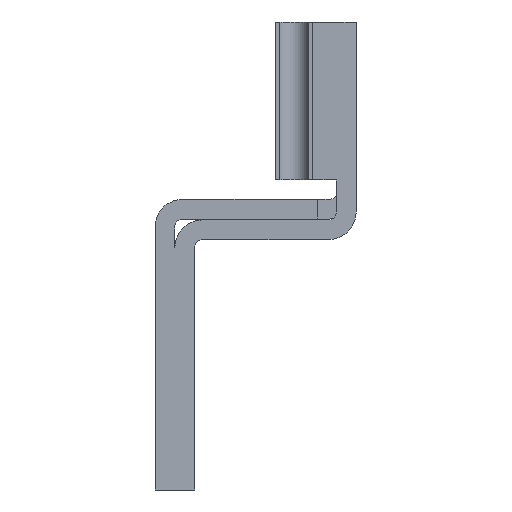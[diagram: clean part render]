
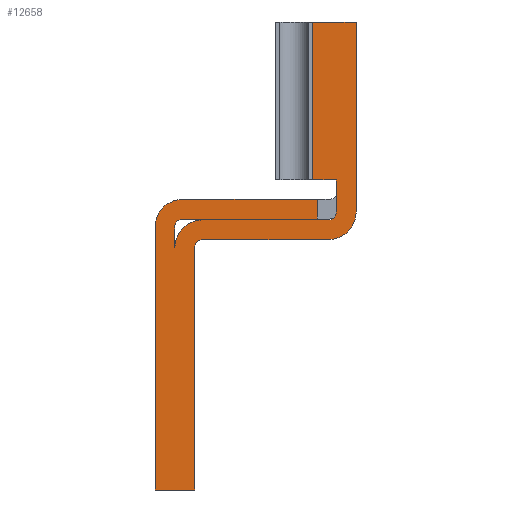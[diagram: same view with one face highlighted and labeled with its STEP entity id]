
A CAD part, front view. The second image highlights one B-rep face of the part: STEP entity #12658.
In plain terms, the highlighted planar face has unit normal (0, -1, 0).
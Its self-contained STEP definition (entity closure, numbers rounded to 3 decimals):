
#10569=DIRECTION('',(0.,0.,-1.));
#10570=VECTOR('',#10569,40.);
#10571=CARTESIAN_POINT('',(96.458,-90.,
-63.105));
#10572=LINE('',#10571,#10570);
#10714=DIRECTION('',(0.,0.,1.));
#10715=VECTOR('',#10714,48.1);
#10716=CARTESIAN_POINT('',(107.458,-90.,
-111.205));
#10717=LINE('',#10716,#10715);
#10738=DIRECTION('',(-1.,0.,0.));
#10739=VECTOR('',#10738,11.);
#10740=CARTESIAN_POINT('',(107.458,-90.,
-63.105));
#10741=LINE('',#10740,#10739);
#10784=DIRECTION('',(0.,0.,1.));
#10785=VECTOR('',#10784,8.1);
#10786=CARTESIAN_POINT('',(102.458,-90.,
-111.205));
#10787=LINE('',#10786,#10785);
#10788=CARTESIAN_POINT('',(100.458,-90.,
-111.205));
#10789=DIRECTION('',(0.,1.,0.));
#10790=DIRECTION('',(1.,0.,0.));
#10791=AXIS2_PLACEMENT_3D('',#10788,#10789,#10790);
#10793=DIRECTION('',(-1.,0.,0.));
#10794=VECTOR('',#10793,31.9);
#10795=CARTESIAN_POINT('',(100.458,-90.,
-118.205));
#10796=LINE('',#10795,#10794);
#10797=CARTESIAN_POINT('',(68.558,-90.,
-120.205));
#10798=DIRECTION('',(0.,-1.,0.));
#10799=DIRECTION('',(0.,0.,1.));
#10800=AXIS2_PLACEMENT_3D('',#10797,#10798,#10799);
#10802=DIRECTION('',(0.,0.,-1.));
#10803=VECTOR('',#10802,61.4);
#10804=CARTESIAN_POINT('',(66.558,-90.,
-120.205));
#10805=LINE('',#10804,#10803);
#10806=DIRECTION('',(-1.,0.,0.));
#10807=VECTOR('',#10806,10.);
#10808=CARTESIAN_POINT('',(66.558,-90.,
-181.605));
#10809=LINE('',#10808,#10807);
#10810=DIRECTION('',(0.,0.,1.));
#10811=VECTOR('',#10810,66.6);
#10812=CARTESIAN_POINT('',(56.558,-90.,
-181.605));
#10813=LINE('',#10812,#10811);
#10814=CARTESIAN_POINT('',(63.558,-90.,
-115.005));
#10815=DIRECTION('',(0.,1.,0.));
#10816=DIRECTION('',(-1.,0.,0.));
#10817=AXIS2_PLACEMENT_3D('',#10814,#10815,#10816);
#10819=DIRECTION('',(0.,0.,-1.));
#10820=VECTOR('',#10819,5.);
#10821=CARTESIAN_POINT('',(97.658,-90.,
-108.005));
#10822=LINE('',#10821,#10820);
#10823=DIRECTION('',(-1.,0.,0.));
#10824=VECTOR('',#10823,34.1);
#10825=CARTESIAN_POINT('',(97.658,-90.,
-113.005));
#10826=LINE('',#10825,#10824);
#10827=CARTESIAN_POINT('',(63.558,-90.,
-115.005));
#10828=DIRECTION('',(0.,-1.,0.));
#10829=DIRECTION('',(0.,0.,1.));
#10830=AXIS2_PLACEMENT_3D('',#10827,#10828,#10829);
#10832=DIRECTION('',(0.,0.,-1.));
#10833=VECTOR('',#10832,5.2);
#10834=CARTESIAN_POINT('',(61.558,-90.,
-115.005));
#10835=LINE('',#10834,#10833);
#10836=CARTESIAN_POINT('',(68.558,-90.,
-120.205));
#10837=DIRECTION('',(0.,1.,0.));
#10838=DIRECTION('',(-1.,0.,0.));
#10839=AXIS2_PLACEMENT_3D('',#10836,#10837,#10838);
#10841=CARTESIAN_POINT('',(100.458,-90.,
-111.205));
#10842=DIRECTION('',(0.,-1.,0.));
#10843=DIRECTION('',(0.,0.,-1.));
#10844=AXIS2_PLACEMENT_3D('',#10841,#10842,#10843);
#10892=DIRECTION('',(1.,0.,0.));
#10893=VECTOR('',#10892,6.);
#10894=CARTESIAN_POINT('',(96.458,-90.,
-103.105));
#10895=LINE('',#10894,#10893);
#10966=DIRECTION('',(-1.,0.,0.));
#10967=VECTOR('',#10966,31.9);
#10968=CARTESIAN_POINT('',(100.458,-90.,
-113.205));
#10969=LINE('',#10968,#10967);
#11082=DIRECTION('',(-1.,0.,0.));
#11083=VECTOR('',#11082,34.1);
#11084=CARTESIAN_POINT('',(97.658,-90.,
-108.005));
#11085=LINE('',#11084,#11083);
#11806=CARTESIAN_POINT('',(68.558,-90.,
-113.205));
#11808=VERTEX_POINT('',#11806);
#11815=CARTESIAN_POINT('',(66.558,-90.,
-181.605));
#11817=VERTEX_POINT('',#11815);
#11837=CARTESIAN_POINT('',(68.558,-90.,
-118.205));
#11839=VERTEX_POINT('',#11837);
#11840=CARTESIAN_POINT('',(66.558,-90.,
-120.205));
#11841=VERTEX_POINT('',#11840);
#11858=CARTESIAN_POINT('',(100.458,-90.,
-113.205));
#11859=VERTEX_POINT('',#11858);
#11860=CARTESIAN_POINT('',(102.458,-90.,
-111.205));
#11861=VERTEX_POINT('',#11860);
#11862=CARTESIAN_POINT('',(107.458,-90.,
-111.205));
#11863=CARTESIAN_POINT('',(107.458,-90.,
-63.105));
#11864=VERTEX_POINT('',#11862);
#11865=VERTEX_POINT('',#11863);
#11866=CARTESIAN_POINT('',(100.458,-90.,
-118.205));
#11867=VERTEX_POINT('',#11866);
#11879=CARTESIAN_POINT('',(56.558,-90.,
-115.005));
#11881=VERTEX_POINT('',#11879);
#11882=CARTESIAN_POINT('',(63.558,-90.,
-108.005));
#11884=VERTEX_POINT('',#11882);
#11887=CARTESIAN_POINT('',(56.558,-90.,
-181.605));
#11889=VERTEX_POINT('',#11887);
#11907=CARTESIAN_POINT('',(63.558,-90.,
-113.005));
#11909=VERTEX_POINT('',#11907);
#11911=CARTESIAN_POINT('',(61.558,-90.,
-115.005));
#11913=VERTEX_POINT('',#11911);
#11917=CARTESIAN_POINT('',(97.658,-90.,
-113.005));
#11919=VERTEX_POINT('',#11917);
#11933=CARTESIAN_POINT('',(97.658,-90.,
-108.005));
#11935=VERTEX_POINT('',#11933);
#11964=CARTESIAN_POINT('',(96.458,-90.,
-63.105));
#11965=CARTESIAN_POINT('',(96.458,-90.,
-103.105));
#11966=VERTEX_POINT('',#11964);
#11967=VERTEX_POINT('',#11965);
#12110=CARTESIAN_POINT('',(61.558,-90.,
-120.205));
#12112=VERTEX_POINT('',#12110);
#12122=CARTESIAN_POINT('',(102.458,-90.,
-103.105));
#12123=VERTEX_POINT('',#12122);
#12614=CARTESIAN_POINT('',(84.508,-90.,
-122.355));
#12615=DIRECTION('',(0.,1.,0.));
#12616=DIRECTION('',(1.,0.,0.));
#12617=AXIS2_PLACEMENT_3D('',#12614,#12615,#12616);
#12618=PLANE('',#12617);
#12620=ORIENTED_EDGE('',*,*,#12619,.T.);
#12622=ORIENTED_EDGE('',*,*,#12621,.F.);
#12623=ORIENTED_EDGE('',*,*,#12229,.F.);
#12624=ORIENTED_EDGE('',*,*,#12578,.F.);
#12625=ORIENTED_EDGE('',*,*,#12551,.F.);
#12627=ORIENTED_EDGE('',*,*,#12626,.T.);
#12629=ORIENTED_EDGE('',*,*,#12628,.T.);
#12631=ORIENTED_EDGE('',*,*,#12630,.T.);
#12633=ORIENTED_EDGE('',*,*,#12632,.T.);
#12635=ORIENTED_EDGE('',*,*,#12634,.T.);
#12637=ORIENTED_EDGE('',*,*,#12636,.T.);
#12639=ORIENTED_EDGE('',*,*,#12638,.T.);
#12641=ORIENTED_EDGE('',*,*,#12640,.F.);
#12643=ORIENTED_EDGE('',*,*,#12642,.T.);
#12645=ORIENTED_EDGE('',*,*,#12644,.T.);
#12647=ORIENTED_EDGE('',*,*,#12646,.T.);
#12649=ORIENTED_EDGE('',*,*,#12648,.T.);
#12651=ORIENTED_EDGE('',*,*,#12650,.T.);
#12653=ORIENTED_EDGE('',*,*,#12652,.F.);
#12655=ORIENTED_EDGE('',*,*,#12654,.T.);
#12656=EDGE_LOOP('',(#12620,#12622,#12623,#12624,#12625,#12627,#12629,#12631,
#12633,#12635,#12637,#12639,#12641,#12643,#12645,#12647,#12649,#12651,#12653,
#12655));
#12657=FACE_OUTER_BOUND('',#12656,.F.);
#10792=CIRCLE('',#10791,7.);
#10801=CIRCLE('',#10800,2.);
#10818=CIRCLE('',#10817,7.);
#10831=CIRCLE('',#10830,2.);
#10840=CIRCLE('',#10839,7.);
#10845=CIRCLE('',#10844,2.);
#12229=EDGE_CURVE('',#11966,#11967,#10572,.T.);
#12551=EDGE_CURVE('',#11864,#11865,#10717,.T.);
#12578=EDGE_CURVE('',#11865,#11966,#10741,.T.);
#12619=EDGE_CURVE('',#11861,#12123,#10787,.T.);
#12621=EDGE_CURVE('',#11967,#12123,#10895,.T.);
#12626=EDGE_CURVE('',#11864,#11867,#10792,.T.);
#12628=EDGE_CURVE('',#11867,#11839,#10796,.T.);
#12630=EDGE_CURVE('',#11839,#11841,#10801,.T.);
#12632=EDGE_CURVE('',#11841,#11817,#10805,.T.);
#12634=EDGE_CURVE('',#11817,#11889,#10809,.T.);
#12636=EDGE_CURVE('',#11889,#11881,#10813,.T.);
#12638=EDGE_CURVE('',#11881,#11884,#10818,.T.);
#12640=EDGE_CURVE('',#11935,#11884,#11085,.T.);
#12642=EDGE_CURVE('',#11935,#11919,#10822,.T.);
#12644=EDGE_CURVE('',#11919,#11909,#10826,.T.);
#12646=EDGE_CURVE('',#11909,#11913,#10831,.T.);
#12648=EDGE_CURVE('',#11913,#12112,#10835,.T.);
#12650=EDGE_CURVE('',#12112,#11808,#10840,.T.);
#12652=EDGE_CURVE('',#11859,#11808,#10969,.T.);
#12654=EDGE_CURVE('',#11859,#11861,#10845,.T.);
#12658=ADVANCED_FACE('',(#12657),#12618,.F.);
